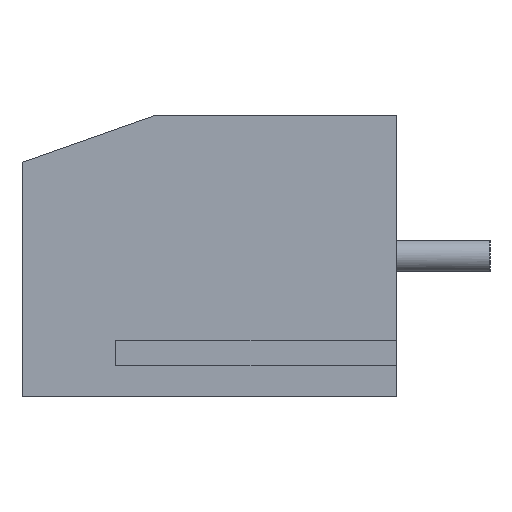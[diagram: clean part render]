
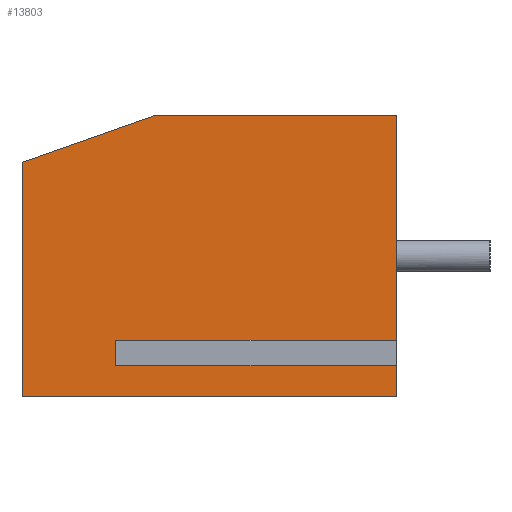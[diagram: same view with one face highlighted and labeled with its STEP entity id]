
A CAD part, left-side view. The second image highlights one B-rep face of the part: STEP entity #13803.
In plain terms, the highlighted planar face has unit normal (-1, 0, 0).
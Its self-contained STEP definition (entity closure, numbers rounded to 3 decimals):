
#583 = PLANE ( 'NONE',  #16028 ) ;
#679 = LINE ( 'NONE', #8833, #21985 ) ;
#1263 = ORIENTED_EDGE ( 'NONE', *, *, #20177, .F. ) ;
#1810 = VERTEX_POINT ( 'NONE', #22798 ) ;
#2048 = EDGE_CURVE ( 'NONE', #11343, #1810, #2347, .T. ) ;
#2347 = LINE ( 'NONE', #10501, #24867 ) ;
#2471 = CARTESIAN_POINT ( 'NONE',  ( -30., 7.756, 4.5 ) ) ;
#3222 = VERTEX_POINT ( 'NONE', #19141 ) ;
#3485 = LINE ( 'NONE', #11677, #18070 ) ;
#4156 = CARTESIAN_POINT ( 'NONE',  ( -30., 9., -3.403 ) ) ;
#4207 = CARTESIAN_POINT ( 'NONE',  ( -30., 8.999, -2.808 ) ) ;
#4269 = VECTOR ( 'NONE', #13787, 1000. ) ;
#4587 = VERTEX_POINT ( 'NONE', #12499 ) ;
#4846 = DIRECTION ( 'NONE',  ( 1., 0., 0. ) ) ;
#5413 = EDGE_CURVE ( 'NONE', #12617, #12201, #23928, .T. ) ;
#5531 = CARTESIAN_POINT ( 'NONE',  ( -30., 9., -2.808 ) ) ;
#5601 = CARTESIAN_POINT ( 'NONE',  ( -30., 12., 3.003 ) ) ;
#5692 = CARTESIAN_POINT ( 'NONE',  ( -30., 0., -4.5 ) ) ;
#6291 = ORIENTED_EDGE ( 'NONE', *, *, #8762, .T. ) ;
#6888 = LINE ( 'NONE', #15064, #20036 ) ;
#7654 = EDGE_LOOP ( 'NONE', ( #13276, #1263, #21201, #14866, #23594, #25319, #15917, #25810, #6291 ) ) ;
#8145 = VECTOR ( 'NONE', #25056, 1000. ) ;
#8661 = LINE ( 'NONE', #16836, #8145 ) ;
#8720 = EDGE_CURVE ( 'NONE', #17512, #22583, #23995, .T. ) ;
#8762 = EDGE_CURVE ( 'NONE', #1810, #3222, #8661, .T. ) ;
#8833 = CARTESIAN_POINT ( 'NONE',  ( -30., 12., 4.5 ) ) ;
#8919 = VERTEX_POINT ( 'NONE', #15735 ) ;
#9371 = CARTESIAN_POINT ( 'NONE',  ( -30., 12., -4.5 ) ) ;
#9783 = CARTESIAN_POINT ( 'NONE',  ( -30., 0., -2.808 ) ) ;
#10501 = CARTESIAN_POINT ( 'NONE',  ( -30., 12., -4.5 ) ) ;
#11343 = VERTEX_POINT ( 'NONE', #9371 ) ;
#11380 = EDGE_CURVE ( 'NONE', #11343, #17512, #3485, .T. ) ;
#11677 = CARTESIAN_POINT ( 'NONE',  ( -30., 12., -4.5 ) ) ;
#12201 = VERTEX_POINT ( 'NONE', #9783 ) ;
#12347 = DIRECTION ( 'NONE',  ( 0., -1., 0. ) ) ;
#12499 = CARTESIAN_POINT ( 'NONE',  ( -30., 8.999, -3.403 ) ) ;
#12617 = VERTEX_POINT ( 'NONE', #4207 ) ;
#13025 = DIRECTION ( 'NONE',  ( 0., 0., -1. ) ) ;
#13276 = ORIENTED_EDGE ( 'NONE', *, *, #17886, .F. ) ;
#13327 = VECTOR ( 'NONE', #13865, 1000. ) ;
#13712 = DIRECTION ( 'NONE',  ( 0., -1., 0. ) ) ;
#13787 = DIRECTION ( 'NONE',  ( 0., -0.943, 0.333 ) ) ;
#13803 = ADVANCED_FACE ( 'NONE', ( #18911 ), #583, .F. ) ;
#13865 = DIRECTION ( 'NONE',  ( 0., 0., 1. ) ) ;
#14006 = EDGE_CURVE ( 'NONE', #22583, #8919, #679, .T. ) ;
#14866 = ORIENTED_EDGE ( 'NONE', *, *, #23690, .T. ) ;
#15064 = CARTESIAN_POINT ( 'NONE',  ( -30., 8.999, -3.504 ) ) ;
#15735 = CARTESIAN_POINT ( 'NONE',  ( -30., 0., 4.5 ) ) ;
#15917 = ORIENTED_EDGE ( 'NONE', *, *, #11380, .F. ) ;
#16028 = AXIS2_PLACEMENT_3D ( 'NONE', #23256, #4846, #13025 ) ;
#16436 = VECTOR ( 'NONE', #13712, 1000. ) ;
#16836 = CARTESIAN_POINT ( 'NONE',  ( -30., 0., -4.5 ) ) ;
#16999 = DIRECTION ( 'NONE',  ( 0., -1., 0. ) ) ;
#17512 = VERTEX_POINT ( 'NONE', #19776 ) ;
#17886 = EDGE_CURVE ( 'NONE', #4587, #3222, #22558, .T. ) ;
#18070 = VECTOR ( 'NONE', #19815, 1000. ) ;
#18654 = DIRECTION ( 'NONE',  ( 0., -1., 0. ) ) ;
#18911 = FACE_OUTER_BOUND ( 'NONE', #7654, .T. ) ;
#19141 = CARTESIAN_POINT ( 'NONE',  ( -30., 0., -3.403 ) ) ;
#19776 = CARTESIAN_POINT ( 'NONE',  ( -30., 12., 3.003 ) ) ;
#19815 = DIRECTION ( 'NONE',  ( 0., 0., 1. ) ) ;
#20036 = VECTOR ( 'NONE', #23291, 1000. ) ;
#20177 = EDGE_CURVE ( 'NONE', #12617, #4587, #6888, .T. ) ;
#21201 = ORIENTED_EDGE ( 'NONE', *, *, #5413, .T. ) ;
#21985 = VECTOR ( 'NONE', #16999, 1000. ) ;
#22558 = LINE ( 'NONE', #4156, #22932 ) ;
#22583 = VERTEX_POINT ( 'NONE', #2471 ) ;
#22798 = CARTESIAN_POINT ( 'NONE',  ( -30., 0., -4.5 ) ) ;
#22932 = VECTOR ( 'NONE', #12347, 1000. ) ;
#23256 = CARTESIAN_POINT ( 'NONE',  ( -30., 12., -4.5 ) ) ;
#23291 = DIRECTION ( 'NONE',  ( 0., 0., -1. ) ) ;
#23594 = ORIENTED_EDGE ( 'NONE', *, *, #14006, .F. ) ;
#23690 = EDGE_CURVE ( 'NONE', #12201, #8919, #24084, .T. ) ;
#23928 = LINE ( 'NONE', #5531, #16436 ) ;
#23995 = LINE ( 'NONE', #5601, #4269 ) ;
#24084 = LINE ( 'NONE', #5692, #13327 ) ;
#24867 = VECTOR ( 'NONE', #18654, 1000. ) ;
#25056 = DIRECTION ( 'NONE',  ( 0., 0., 1. ) ) ;
#25319 = ORIENTED_EDGE ( 'NONE', *, *, #8720, .F. ) ;
#25810 = ORIENTED_EDGE ( 'NONE', *, *, #2048, .T. ) ;
